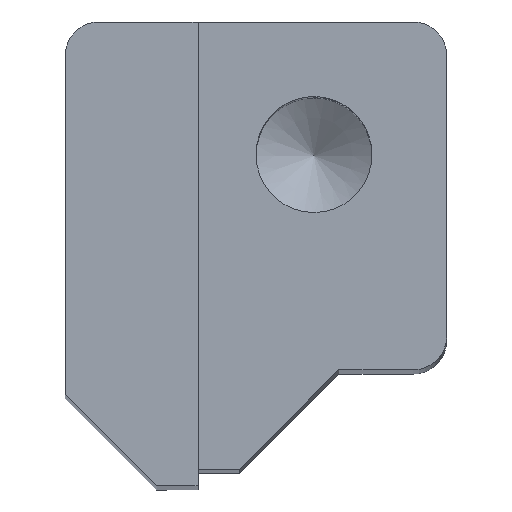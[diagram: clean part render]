
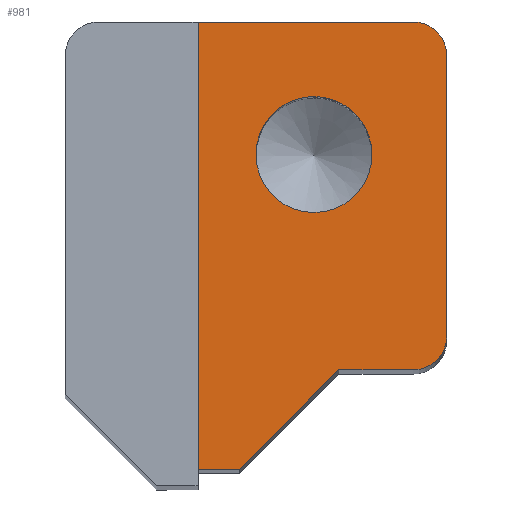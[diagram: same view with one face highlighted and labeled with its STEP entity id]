
A CAD part, top view. The second image highlights one B-rep face of the part: STEP entity #981.
In plain terms, the highlighted planar face has unit normal (0, 0, 1).
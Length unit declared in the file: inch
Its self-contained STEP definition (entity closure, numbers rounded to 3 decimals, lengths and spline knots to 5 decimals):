
#60=LINE('',#1580,#108);
#64=LINE('',#1616,#112);
#68=LINE('',#1624,#116);
#71=LINE('',#1630,#119);
#74=LINE('',#1636,#122);
#78=LINE('',#1650,#126);
#108=VECTOR('',#1277,0.3937);
#112=VECTOR('',#1317,0.3937);
#116=VECTOR('',#1323,0.3937);
#119=VECTOR('',#1328,0.3937);
#122=VECTOR('',#1333,0.3937);
#126=VECTOR('',#1351,0.3937);
#163=PLANE('',#1149);
#225=FACE_BOUND('',#373,.T.);
#281=FACE_OUTER_BOUND('',#372,.T.);
#372=EDGE_LOOP('',(#792,#793,#794,#795,#796,#797,#798,#799));
#373=EDGE_LOOP('',(#800));
#448=CIRCLE('',#1111,0.21875);
#463=CIRCLE('',#1142,0.125);
#465=CIRCLE('',#1145,0.125);
#507=VERTEX_POINT('',#1564);
#512=VERTEX_POINT('',#1578);
#513=VERTEX_POINT('',#1579);
#526=VERTEX_POINT('',#1614);
#527=VERTEX_POINT('',#1615);
#530=VERTEX_POINT('',#1623);
#532=VERTEX_POINT('',#1629);
#534=VERTEX_POINT('',#1635);
#536=VERTEX_POINT('',#1644);
#600=EDGE_CURVE('',#507,#507,#448,.T.);
#605=EDGE_CURVE('',#512,#513,#60,.T.);
#619=EDGE_CURVE('',#526,#527,#64,.T.);
#623=EDGE_CURVE('',#527,#530,#68,.T.);
#626=EDGE_CURVE('',#530,#532,#71,.T.);
#629=EDGE_CURVE('',#532,#534,#74,.T.);
#632=EDGE_CURVE('',#534,#512,#463,.T.);
#634=EDGE_CURVE('',#513,#536,#465,.T.);
#637=EDGE_CURVE('',#536,#526,#78,.T.);
#792=ORIENTED_EDGE('',*,*,#619,.F.);
#793=ORIENTED_EDGE('',*,*,#637,.F.);
#794=ORIENTED_EDGE('',*,*,#634,.F.);
#795=ORIENTED_EDGE('',*,*,#605,.F.);
#796=ORIENTED_EDGE('',*,*,#632,.F.);
#797=ORIENTED_EDGE('',*,*,#629,.F.);
#798=ORIENTED_EDGE('',*,*,#626,.F.);
#799=ORIENTED_EDGE('',*,*,#623,.F.);
#800=ORIENTED_EDGE('',*,*,#600,.T.);
#981=ADVANCED_FACE('',(#281,#225),#163,.T.);
#1111=AXIS2_PLACEMENT_3D('',#1565,#1259,#1260);
#1142=AXIS2_PLACEMENT_3D('',#1641,#1338,#1339);
#1145=AXIS2_PLACEMENT_3D('',#1645,#1344,#1345);
#1149=AXIS2_PLACEMENT_3D('',#1653,#1355,#1356);
#1259=DIRECTION('center_axis',(0.,0.,-1.));
#1260=DIRECTION('ref_axis',(1.,0.,0.));
#1277=DIRECTION('',(0.,-1.,0.));
#1317=DIRECTION('',(-0.707,-0.707,0.));
#1323=DIRECTION('',(-1.,0.,0.));
#1328=DIRECTION('',(0.,1.,0.));
#1333=DIRECTION('',(1.,0.,0.));
#1338=DIRECTION('center_axis',(0.,0.,-1.));
#1339=DIRECTION('ref_axis',(1.,0.,0.));
#1344=DIRECTION('center_axis',(0.,0.,-1.));
#1345=DIRECTION('ref_axis',(0.,-1.,0.));
#1351=DIRECTION('',(-1.,0.,0.));
#1355=DIRECTION('center_axis',(0.,0.,1.));
#1356=DIRECTION('ref_axis',(1.,0.,0.));
#1564=CARTESIAN_POINT('',(0.625,0.8125,9.));
#1565=CARTESIAN_POINT('Origin',(0.40625,0.8125,9.));
#1578=CARTESIAN_POINT('',(0.90625,1.1875,9.));
#1579=CARTESIAN_POINT('',(0.90625,0.125,9.));
#1580=CARTESIAN_POINT('',(0.90625,0.125,9.));
#1614=CARTESIAN_POINT('',(0.5,0.,9.));
#1615=CARTESIAN_POINT('',(0.125,-0.375,9.));
#1616=CARTESIAN_POINT('',(0.125,-0.375,9.));
#1623=CARTESIAN_POINT('',(-0.03125,-0.375,9.));
#1624=CARTESIAN_POINT('',(-0.03125,-0.375,9.));
#1629=CARTESIAN_POINT('',(-0.03125,1.3125,9.));
#1630=CARTESIAN_POINT('',(-0.03125,1.3125,9.));
#1635=CARTESIAN_POINT('',(0.78125,1.3125,9.));
#1636=CARTESIAN_POINT('',(0.78125,1.3125,9.));
#1641=CARTESIAN_POINT('Origin',(0.78125,1.1875,9.));
#1644=CARTESIAN_POINT('',(0.78125,0.,9.));
#1645=CARTESIAN_POINT('Origin',(0.78125,0.125,9.));
#1650=CARTESIAN_POINT('',(0.5,0.,9.));
#1653=CARTESIAN_POINT('Origin',(0.38705,0.53917,9.));
